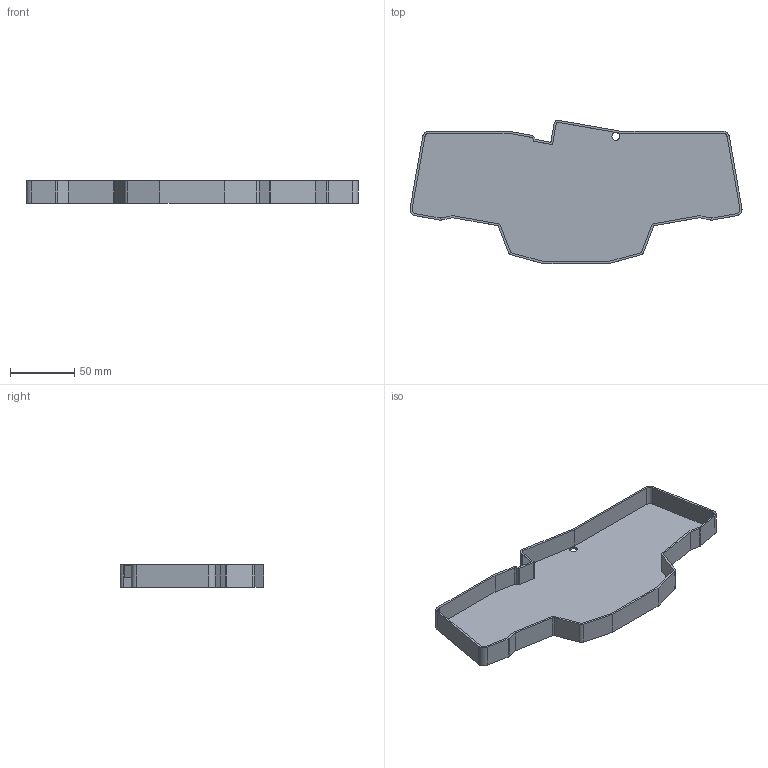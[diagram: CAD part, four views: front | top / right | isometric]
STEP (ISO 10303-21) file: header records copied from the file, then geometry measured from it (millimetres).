
FILE_DESCRIPTION(/* description */ (''),/* implementation_level */ '2;1');
FILE_NAME(/* name */ 'Reviung39mkii-v3.step',/* time_stamp */ '2021-01-04T13:20:19-08:00',/* author */ (''),/* organization */ (''),/* preprocessor_version */ 'ST-DEVELOPER v18.1',/* originating_system */ 'Autodesk Translation Framework v9.7.1.1290',/* authorisation */ '');
FILE_SCHEMA (('AUTOMOTIVE_DESIGN { 1 0 10303 214 3 1 1 }'));
Length unit declared in the file: millimetre
Products named in the file (1): Reviung39mkii-v3
Bounding box: 257.53 x 111.27 x 17.1 mm (x, y, z)
Volume: 49479.2 mm3; surface area: 62992.3 mm2
Topology: 1 solids, 1 shells, 76 faces, 219 edges, 146 vertices
Faces by surface type: plane 47, bspline 22, cylinder 7
Full cylindrical faces by diameter (mm): 6 x1
Entity records: 2844 total; most frequent: CARTESIAN_POINT 943, ORIENTED_EDGE 438, DIRECTION 295, EDGE_CURVE 219, LINE 157, VECTOR 157, VERTEX_POINT 146, EDGE_LOOP 81
